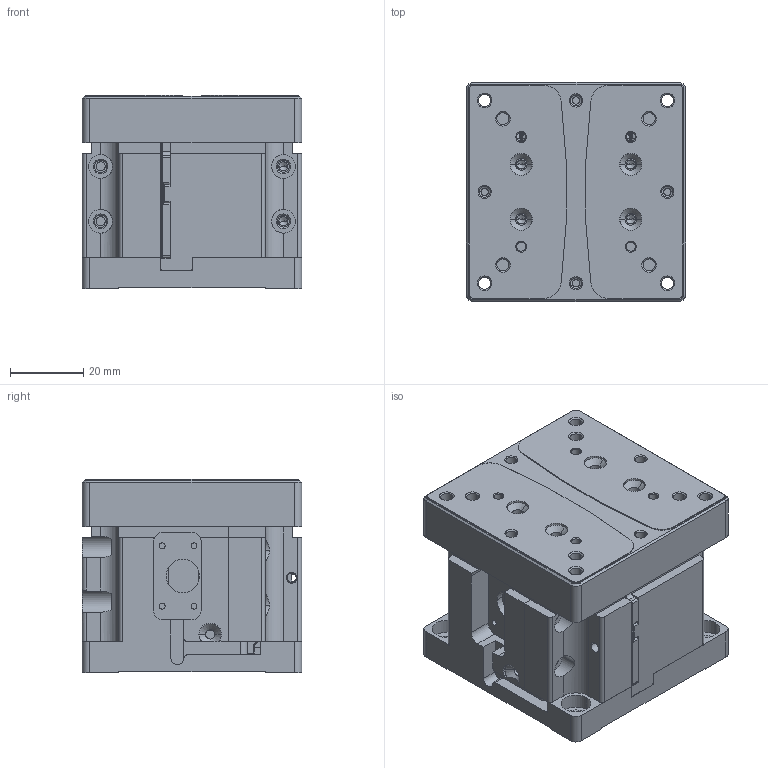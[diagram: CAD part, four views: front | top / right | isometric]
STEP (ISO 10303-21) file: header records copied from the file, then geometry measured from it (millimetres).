
FILE_DESCRIPTION (( 'STEP AP203' ), '1' );
FILE_NAME ('526951.STEP', '2023-02-02T05:34:55', ( '' ), ( '' ), 'SwSTEP 2.0', 'SolidWorks 2020', '' );
FILE_SCHEMA (( 'CONFIG_CONTROL_DESIGN' ));
Length unit declared in the file: millimetre
Products named in the file (1): 526951
Bounding box: 60 x 60 x 53 mm (x, y, z)
Volume: 144131.5 mm3; surface area: 62705.1 mm2
Topology: 22 solids, 22 shells, 1105 faces, 2855 edges, 1799 vertices
Faces by surface type: plane 483, cylinder 402, cone 204, sphere 16
Entity records: 34922 total; most frequent: CARTESIAN_POINT 7013, DIRECTION 5992, ORIENTED_EDGE 5662, EDGE_CURVE 2831, AXIS2_PLACEMENT_3D 2119, VERTEX_POINT 1799, LINE 1754, VECTOR 1754
